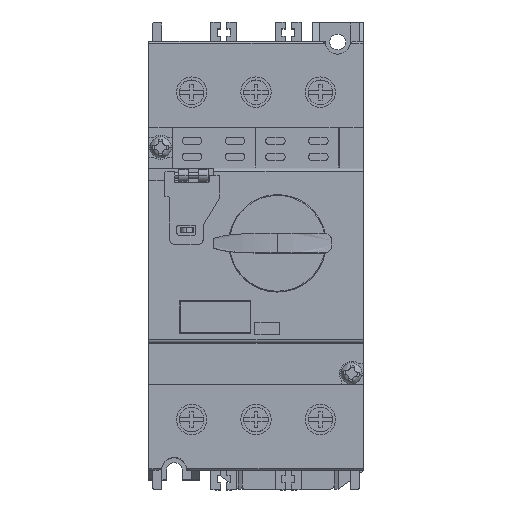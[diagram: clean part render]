
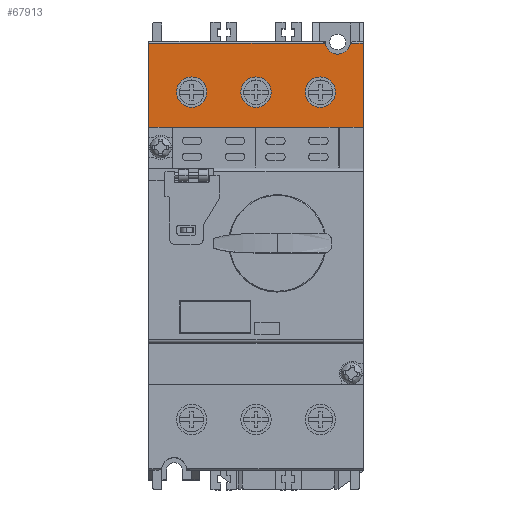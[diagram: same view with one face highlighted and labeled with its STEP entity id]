
A CAD part, top view. The second image highlights one B-rep face of the part: STEP entity #67913.
In plain terms, the highlighted planar face has unit normal (0, 0, 1).
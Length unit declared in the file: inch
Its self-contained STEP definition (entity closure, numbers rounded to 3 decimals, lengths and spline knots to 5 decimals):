
#1157 = ORIENTED_EDGE ( 'NONE', *, *, #56821, .T. ) ;
#1394 = CIRCLE ( 'NONE', #52837, 0.03937 ) ;
#1656 = DIRECTION ( 'NONE',  ( 0., 0., -1. ) ) ;
#2453 = EDGE_CURVE ( 'NONE', #67919, #41468, #3344, .T. ) ;
#2496 = ORIENTED_EDGE ( 'NONE', *, *, #56405, .F. ) ;
#2909 = FACE_BOUND ( 'NONE', #3951, .T. ) ;
#3115 = EDGE_CURVE ( 'NONE', #24403, #57276, #6582, .T. ) ;
#3263 = CARTESIAN_POINT ( 'NONE',  ( 0.37149, 1.65354, 3.34646 ) ) ;
#3280 = EDGE_CURVE ( 'NONE', #41468, #55725, #34466, .T. ) ;
#3344 = LINE ( 'NONE', #66967, #55361 ) ;
#3874 = DIRECTION ( 'NONE',  ( 1., 0., 0. ) ) ;
#3880 = ORIENTED_EDGE ( 'NONE', *, *, #22315, .T. ) ;
#3951 = EDGE_LOOP ( 'NONE', ( #1157, #21593 ) ) ;
#4241 = DIRECTION ( 'NONE',  ( 0., 0., -1. ) ) ;
#4943 = EDGE_CURVE ( 'NONE', #47193, #67919, #59806, .T. ) ;
#5045 = DIRECTION ( 'NONE',  ( 0., 1., 0. ) ) ;
#5542 = DIRECTION ( 'NONE',  ( 1., 0., 0. ) ) ;
#5781 = CARTESIAN_POINT ( 'NONE',  ( -1.20725, 2.14561, 3.34646 ) ) ;
#5818 = VERTEX_POINT ( 'NONE', #40222 ) ;
#6582 = CIRCLE ( 'NONE', #46558, 0.15354 ) ;
#6962 = EDGE_LOOP ( 'NONE', ( #54824, #66531 ) ) ;
#8612 = AXIS2_PLACEMENT_3D ( 'NONE', #54395, #25709, #55137 ) ;
#9063 = CIRCLE ( 'NONE', #65288, 0.03937 ) ;
#9969 = LINE ( 'NONE', #50924, #73848 ) ;
#11094 = CARTESIAN_POINT ( 'NONE',  ( 0.52503, 1.65354, 3.34646 ) ) ;
#11864 = FACE_BOUND ( 'NONE', #6962, .T. ) ;
#12574 = CARTESIAN_POINT ( 'NONE',  ( -1.20725, 2.14561, 3.34646 ) ) ;
#12868 = ORIENTED_EDGE ( 'NONE', *, *, #2453, .T. ) ;
#13744 = PLANE ( 'NONE',  #63537 ) ;
#13904 = AXIS2_PLACEMENT_3D ( 'NONE', #37137, #31117, #59753 ) ;
#15461 = FACE_BOUND ( 'NONE', #70770, .T. ) ;
#15578 = VERTEX_POINT ( 'NONE', #62166 ) ;
#15748 = CARTESIAN_POINT ( 'NONE',  ( -0.62064, 1.65354, 3.34646 ) ) ;
#16509 = CARTESIAN_POINT ( 'NONE',  ( -0.97103, 1.29921, 3.34646 ) ) ;
#16722 = VECTOR ( 'NONE', #41470, 39.37008 ) ;
#18023 = DIRECTION ( 'NONE',  ( 0., 0., -1. ) ) ;
#19295 = CARTESIAN_POINT ( 'NONE',  ( 0.02897, 1.65354, 3.34646 ) ) ;
#19397 = VECTOR ( 'NONE', #23057, 39.37008 ) ;
#19478 = CARTESIAN_POINT ( 'NONE',  ( 0.9581, 2.14561, 3.34646 ) ) ;
#20481 = CIRCLE ( 'NONE', #48956, 0.15354 ) ;
#21593 = ORIENTED_EDGE ( 'NONE', *, *, #70786, .T. ) ;
#21960 = CARTESIAN_POINT ( 'NONE',  ( 0.82655, 2.13525, 3.34646 ) ) ;
#22315 = EDGE_CURVE ( 'NONE', #52793, #63376, #9969, .T. ) ;
#22770 = CIRCLE ( 'NONE', #13904, 0.15354 ) ;
#22818 = CARTESIAN_POINT ( 'NONE',  ( 0.83069, 2.14561, 3.34646 ) ) ;
#23057 = DIRECTION ( 'NONE',  ( -1., 0., 0. ) ) ;
#23121 = CARTESIAN_POINT ( 'NONE',  ( 0.72188, 1.29921, 3.34646 ) ) ;
#23150 = CIRCLE ( 'NONE', #8612, 0.15354 ) ;
#24403 = VERTEX_POINT ( 'NONE', #19295 ) ;
#25497 = DIRECTION ( 'NONE',  ( 1., 0., 0. ) ) ;
#25709 = DIRECTION ( 'NONE',  ( 0., 0., -1. ) ) ;
#26733 = ORIENTED_EDGE ( 'NONE', *, *, #4943, .T. ) ;
#27009 = ORIENTED_EDGE ( 'NONE', *, *, #38176, .T. ) ;
#28628 = AXIS2_PLACEMENT_3D ( 'NONE', #53148, #18023, #58189 ) ;
#29949 = EDGE_CURVE ( 'NONE', #39227, #15578, #53896, .T. ) ;
#30033 = CARTESIAN_POINT ( 'NONE',  ( -1.20725, 2.14561, 3.34646 ) ) ;
#30769 = DIRECTION ( 'NONE',  ( 0., -1., 0. ) ) ;
#30778 = ORIENTED_EDGE ( 'NONE', *, *, #48023, .F. ) ;
#31117 = DIRECTION ( 'NONE',  ( 0., 0., -1. ) ) ;
#32041 = AXIS2_PLACEMENT_3D ( 'NONE', #38793, #4241, #72758 ) ;
#32489 = DIRECTION ( 'NONE',  ( 1., 0., 0. ) ) ;
#32881 = LINE ( 'NONE', #5781, #19397 ) ;
#34128 = CARTESIAN_POINT ( 'NONE',  ( -0.12458, 1.65354, 3.34646 ) ) ;
#34466 = LINE ( 'NONE', #48117, #52317 ) ;
#36822 = CARTESIAN_POINT ( 'NONE',  ( -1.20725, 1.29921, 3.34646 ) ) ;
#37021 = DIRECTION ( 'NONE',  ( 1., 0., 0. ) ) ;
#37137 = CARTESIAN_POINT ( 'NONE',  ( -0.12458, 1.65354, 3.34646 ) ) ;
#38176 = EDGE_CURVE ( 'NONE', #68069, #5818, #66753, .T. ) ;
#38793 = CARTESIAN_POINT ( 'NONE',  ( 0.7022, 2.16537, 3.34646 ) ) ;
#38997 = EDGE_CURVE ( 'NONE', #55725, #52793, #46739, .T. ) ;
#39227 = VERTEX_POINT ( 'NONE', #21960 ) ;
#39631 = VERTEX_POINT ( 'NONE', #57534 ) ;
#39858 = DIRECTION ( 'NONE',  ( 0., 0., -1. ) ) ;
#40222 = CARTESIAN_POINT ( 'NONE',  ( 0.67857, 1.65354, 3.34646 ) ) ;
#40290 = VERTEX_POINT ( 'NONE', #49794 ) ;
#41463 = ORIENTED_EDGE ( 'NONE', *, *, #29949, .T. ) ;
#41468 = VERTEX_POINT ( 'NONE', #16509 ) ;
#41470 = DIRECTION ( 'NONE',  ( -1., 0., 0. ) ) ;
#41958 = CARTESIAN_POINT ( 'NONE',  ( -1.20725, 2.14561, 3.34646 ) ) ;
#42671 = VECTOR ( 'NONE', #30769, 39.37008 ) ;
#42781 = DIRECTION ( 'NONE',  ( 1., 0., 0. ) ) ;
#43299 = EDGE_LOOP ( 'NONE', ( #69383, #3880, #67387, #2496, #41463, #30778, #73118, #26733, #12868, #66302 ) ) ;
#43825 = EDGE_CURVE ( 'NONE', #5818, #68069, #20481, .T. ) ;
#46558 = AXIS2_PLACEMENT_3D ( 'NONE', #34128, #39858, #5542 ) ;
#46739 = LINE ( 'NONE', #72233, #49479 ) ;
#46754 = EDGE_CURVE ( 'NONE', #63376, #63231, #49949, .T. ) ;
#47193 = VERTEX_POINT ( 'NONE', #12574 ) ;
#47265 = CARTESIAN_POINT ( 'NONE',  ( 0.86482, 2.12598, 3.34646 ) ) ;
#47773 = FACE_OUTER_BOUND ( 'NONE', #43299, .T. ) ;
#48023 = EDGE_CURVE ( 'NONE', #39631, #15578, #9063, .T. ) ;
#48117 = CARTESIAN_POINT ( 'NONE',  ( -0.97103, 1.29921, 3.34646 ) ) ;
#48956 = AXIS2_PLACEMENT_3D ( 'NONE', #65124, #59307, #70900 ) ;
#49479 = VECTOR ( 'NONE', #37021, 39.37008 ) ;
#49794 = CARTESIAN_POINT ( 'NONE',  ( -0.92773, 1.65354, 3.34646 ) ) ;
#49949 = LINE ( 'NONE', #41958, #16722 ) ;
#50122 = CARTESIAN_POINT ( 'NONE',  ( 0.53957, 2.12598, 3.34646 ) ) ;
#50924 = CARTESIAN_POINT ( 'NONE',  ( 0.9581, 2.14561, 3.34646 ) ) ;
#51244 = DIRECTION ( 'NONE',  ( 0., 0., -1. ) ) ;
#52317 = VECTOR ( 'NONE', #42781, 39.37008 ) ;
#52547 = ORIENTED_EDGE ( 'NONE', *, *, #43825, .T. ) ;
#52793 = VERTEX_POINT ( 'NONE', #59452 ) ;
#52837 = AXIS2_PLACEMENT_3D ( 'NONE', #47265, #1656, #3874 ) ;
#53148 = CARTESIAN_POINT ( 'NONE',  ( -0.77418, 1.65354, 3.34646 ) ) ;
#53896 = CIRCLE ( 'NONE', #32041, 0.12795 ) ;
#54281 = EDGE_CURVE ( 'NONE', #57276, #24403, #22770, .T. ) ;
#54395 = CARTESIAN_POINT ( 'NONE',  ( -0.77418, 1.65354, 3.34646 ) ) ;
#54549 = CARTESIAN_POINT ( 'NONE',  ( -0.27812, 1.65354, 3.34646 ) ) ;
#54824 = ORIENTED_EDGE ( 'NONE', *, *, #3115, .T. ) ;
#55137 = DIRECTION ( 'NONE',  ( 1., 0., 0. ) ) ;
#55361 = VECTOR ( 'NONE', #32489, 39.37008 ) ;
#55725 = VERTEX_POINT ( 'NONE', #23121 ) ;
#56405 = EDGE_CURVE ( 'NONE', #39227, #63231, #1394, .T. ) ;
#56821 = EDGE_CURVE ( 'NONE', #58460, #40290, #23150, .T. ) ;
#57276 = VERTEX_POINT ( 'NONE', #54549 ) ;
#57534 = CARTESIAN_POINT ( 'NONE',  ( 0.5737, 2.14561, 3.34646 ) ) ;
#58189 = DIRECTION ( 'NONE',  ( 1., 0., 0. ) ) ;
#58460 = VERTEX_POINT ( 'NONE', #15748 ) ;
#59307 = DIRECTION ( 'NONE',  ( 0., 0., -1. ) ) ;
#59431 = CARTESIAN_POINT ( 'NONE',  ( -1.20725, 2.14561, 3.34646 ) ) ;
#59452 = CARTESIAN_POINT ( 'NONE',  ( 0.9581, 1.29921, 3.34646 ) ) ;
#59753 = DIRECTION ( 'NONE',  ( 1., 0., 0. ) ) ;
#59806 = LINE ( 'NONE', #30033, #42671 ) ;
#59861 = CIRCLE ( 'NONE', #28628, 0.15354 ) ;
#62166 = CARTESIAN_POINT ( 'NONE',  ( 0.57784, 2.13525, 3.34646 ) ) ;
#63200 = EDGE_CURVE ( 'NONE', #39631, #47193, #32881, .T. ) ;
#63231 = VERTEX_POINT ( 'NONE', #22818 ) ;
#63376 = VERTEX_POINT ( 'NONE', #19478 ) ;
#63537 = AXIS2_PLACEMENT_3D ( 'NONE', #59431, #70540, #25497 ) ;
#64999 = AXIS2_PLACEMENT_3D ( 'NONE', #11094, #51244, #68616 ) ;
#65124 = CARTESIAN_POINT ( 'NONE',  ( 0.52503, 1.65354, 3.34646 ) ) ;
#65288 = AXIS2_PLACEMENT_3D ( 'NONE', #50122, #74040, #73298 ) ;
#66302 = ORIENTED_EDGE ( 'NONE', *, *, #3280, .T. ) ;
#66531 = ORIENTED_EDGE ( 'NONE', *, *, #54281, .T. ) ;
#66753 = CIRCLE ( 'NONE', #64999, 0.15354 ) ;
#66967 = CARTESIAN_POINT ( 'NONE',  ( -1.20725, 1.29921, 3.34646 ) ) ;
#67387 = ORIENTED_EDGE ( 'NONE', *, *, #46754, .T. ) ;
#67913 = ADVANCED_FACE ( 'NONE', ( #11864, #2909, #15461, #47773 ), #13744, .T. ) ;
#67919 = VERTEX_POINT ( 'NONE', #36822 ) ;
#68069 = VERTEX_POINT ( 'NONE', #3263 ) ;
#68616 = DIRECTION ( 'NONE',  ( 1., 0., 0. ) ) ;
#69383 = ORIENTED_EDGE ( 'NONE', *, *, #38997, .T. ) ;
#70540 = DIRECTION ( 'NONE',  ( 0., 0., 1. ) ) ;
#70770 = EDGE_LOOP ( 'NONE', ( #52547, #27009 ) ) ;
#70786 = EDGE_CURVE ( 'NONE', #40290, #58460, #59861, .T. ) ;
#70900 = DIRECTION ( 'NONE',  ( 1., 0., 0. ) ) ;
#72233 = CARTESIAN_POINT ( 'NONE',  ( -1.20725, 1.29921, 3.34646 ) ) ;
#72758 = DIRECTION ( 'NONE',  ( 1., 0., 0. ) ) ;
#73118 = ORIENTED_EDGE ( 'NONE', *, *, #63200, .T. ) ;
#73298 = DIRECTION ( 'NONE',  ( 1., 0., 0. ) ) ;
#73848 = VECTOR ( 'NONE', #5045, 39.37008 ) ;
#74040 = DIRECTION ( 'NONE',  ( 0., 0., -1. ) ) ;
